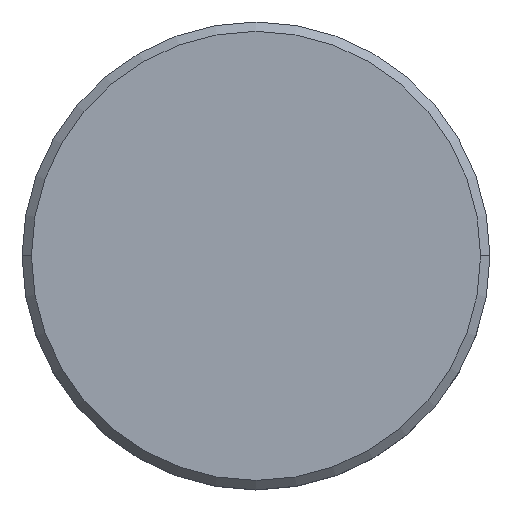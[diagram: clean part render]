
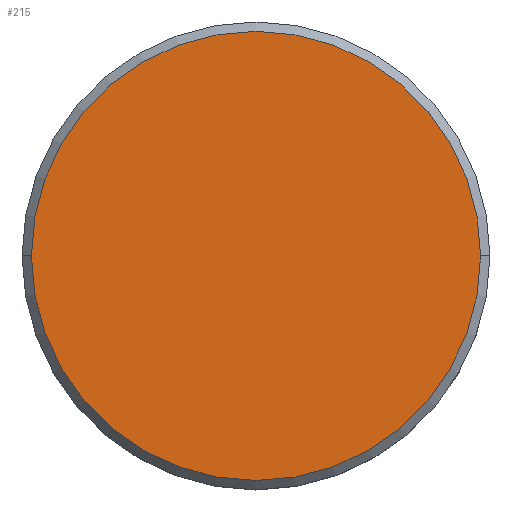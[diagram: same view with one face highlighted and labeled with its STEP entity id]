
A CAD part, top view. The second image highlights one B-rep face of the part: STEP entity #215.
In plain terms, the highlighted planar face has unit normal (0, 0, 1).
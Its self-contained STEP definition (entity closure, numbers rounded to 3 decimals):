
#35 = CIRCLE ( 'NONE', #793, 12. ) ;
#58 = FACE_OUTER_BOUND ( 'NONE', #107, .T. ) ;
#107 = EDGE_LOOP ( 'NONE', ( #834, #359 ) ) ;
#138 = AXIS2_PLACEMENT_3D ( 'NONE', #582, #487, #292 ) ;
#211 = DIRECTION ( 'NONE',  ( 0., 0., 1. ) ) ;
#215 = ADVANCED_FACE ( 'NONE', ( #58 ), #440, .T. ) ;
#292 = DIRECTION ( 'NONE',  ( 1., 0., 0. ) ) ;
#344 = VERTEX_POINT ( 'NONE', #1114 ) ;
#359 = ORIENTED_EDGE ( 'NONE', *, *, #1167, .T. ) ;
#424 = AXIS2_PLACEMENT_3D ( 'NONE', #668, #211, #679 ) ;
#440 = PLANE ( 'NONE',  #424 ) ;
#487 = DIRECTION ( 'NONE',  ( 0., 0., 1. ) ) ;
#547 = DIRECTION ( 'NONE',  ( 0., 0., 1. ) ) ;
#582 = CARTESIAN_POINT ( 'NONE',  ( 0., 0., 0. ) ) ;
#668 = CARTESIAN_POINT ( 'NONE',  ( 0., 0., 0. ) ) ;
#679 = DIRECTION ( 'NONE',  ( 1., 0., 0. ) ) ;
#793 = AXIS2_PLACEMENT_3D ( 'NONE', #805, #547, #809 ) ;
#805 = CARTESIAN_POINT ( 'NONE',  ( 0., 0., 0. ) ) ;
#809 = DIRECTION ( 'NONE',  ( 1., 0., 0. ) ) ;
#834 = ORIENTED_EDGE ( 'NONE', *, *, #1047, .T. ) ;
#892 = CARTESIAN_POINT ( 'NONE',  ( 12., 0., 0. ) ) ;
#923 = VERTEX_POINT ( 'NONE', #892 ) ;
#1047 = EDGE_CURVE ( 'NONE', #344, #923, #35, .T. ) ;
#1114 = CARTESIAN_POINT ( 'NONE',  ( -12., 0., 0. ) ) ;
#1115 = CIRCLE ( 'NONE', #138, 12. ) ;
#1167 = EDGE_CURVE ( 'NONE', #923, #344, #1115, .T. ) ;
